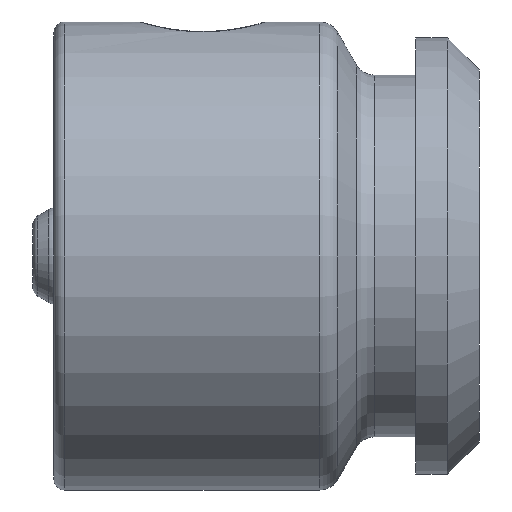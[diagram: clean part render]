
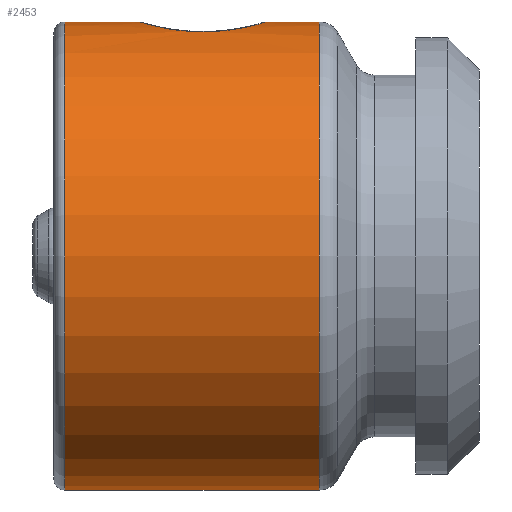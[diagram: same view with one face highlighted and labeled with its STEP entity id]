
A CAD part, left-side view. The second image highlights one B-rep face of the part: STEP entity #2453.
In plain terms, the highlighted cylindrical face has radius 11 mm (diameter 22 mm), a partial arc.
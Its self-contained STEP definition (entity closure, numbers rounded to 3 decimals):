
#46 = CARTESIAN_POINT ( 'NONE',  ( -3.143, 13.194, 10.541 ) ) ;
#60 = CARTESIAN_POINT ( 'NONE',  ( -1.563, 15.632, 10.895 ) ) ;
#137 = CARTESIAN_POINT ( 'NONE',  ( 0., 0., 0. ) ) ;
#248 = CARTESIAN_POINT ( 'NONE',  ( 0., 7.521, 0. ) ) ;
#250 = CARTESIAN_POINT ( 'NONE',  ( 0., 10., 11. ) ) ;
#293 = CARTESIAN_POINT ( 'NONE',  ( 0., 16., 11. ) ) ;
#310 = CARTESIAN_POINT ( 'NONE',  ( 0., 0., 11. ) ) ;
#325 = CARTESIAN_POINT ( 'NONE',  ( -2.976, 13.985, 10.59 ) ) ;
#435 = CARTESIAN_POINT ( 'NONE',  ( -3.12, 12.586, 10.548 ) ) ;
#440 = AXIS2_PLACEMENT_3D ( 'NONE', #248, #2533, #2749 ) ;
#563 = ORIENTED_EDGE ( 'NONE', *, *, #2377, .T. ) ;
#654 = EDGE_CURVE ( 'NONE', #729, #2890, #1211, .T. ) ;
#673 = CARTESIAN_POINT ( 'NONE',  ( -2.046, 10.715, 10.809 ) ) ;
#686 = CARTESIAN_POINT ( 'NONE',  ( -1.369, 10.292, 10.916 ) ) ;
#729 = VERTEX_POINT ( 'NONE', #2301 ) ;
#793 = DIRECTION ( 'NONE',  ( 0., -1., 0. ) ) ;
#822 = FACE_OUTER_BOUND ( 'NONE', #1152, .T. ) ;
#857 = EDGE_CURVE ( 'NONE', #2890, #1286, #1721, .T. ) ;
#881 = DIRECTION ( 'NONE',  ( 0., -1., 0. ) ) ;
#887 = CARTESIAN_POINT ( 'NONE',  ( -0.801, 10.093, 10.973 ) ) ;
#892 = ORIENTED_EDGE ( 'NONE', *, *, #1235, .F. ) ;
#914 = CARTESIAN_POINT ( 'NONE',  ( -0.406, 10.019, 10.994 ) ) ;
#919 = ORIENTED_EDGE ( 'NONE', *, *, #985, .F. ) ;
#928 = CARTESIAN_POINT ( 'NONE',  ( -1.888, 10.594, 10.838 ) ) ;
#942 = CARTESIAN_POINT ( 'NONE',  ( -2.814, 14.352, 10.634 ) ) ;
#985 = EDGE_CURVE ( 'NONE', #2125, #1286, #1502, .T. ) ;
#1007 = CARTESIAN_POINT ( 'NONE',  ( -0.202, 16., 11. ) ) ;
#1094 = DIRECTION ( 'NONE',  ( 0., 0., 1. ) ) ;
#1127 = CARTESIAN_POINT ( 'NONE',  ( 0., 19.5, 11. ) ) ;
#1152 = EDGE_LOOP ( 'NONE', ( #892, #2137, #1686, #2778, #919, #563, #1615 ) ) ;
#1182 = EDGE_CURVE ( 'NONE', #2902, #2598, #2875, .T. ) ;
#1211 = LINE ( 'NONE', #2755, #2233 ) ;
#1222 = CARTESIAN_POINT ( 'NONE',  ( -3.143, 12.992, 10.541 ) ) ;
#1235 = EDGE_CURVE ( 'NONE', #2315, #2598, #2735, .T. ) ;
#1262 = AXIS2_PLACEMENT_3D ( 'NONE', #2858, #881, #1094 ) ;
#1286 = VERTEX_POINT ( 'NONE', #1928 ) ;
#1341 = CARTESIAN_POINT ( 'NONE',  ( -3.142, 12.79, 10.542 ) ) ;
#1369 = CARTESIAN_POINT ( 'NONE',  ( -2.972, 12.003, 10.591 ) ) ;
#1502 = LINE ( 'NONE', #2375, #2191 ) ;
#1515 = B_SPLINE_CURVE_WITH_KNOTS ( 'NONE', 3,
 ( #250, #2017, #914, #887, #1573, #686, #2682, #928, #673, #2673, #2708, #1811, #2483, #1369, #2457, #435, #1341, #2467 ),
 .UNSPECIFIED., .F., .F.,
 ( 4, 2, 2, 2, 2, 2, 2, 2, 4 ),
 ( 0.005, 0.005, 0.006, 0.007, 0.007, 0.008, 0.008, 0.009, 0.01 ),
 .UNSPECIFIED. ) ;
#1565 = CARTESIAN_POINT ( 'NONE',  ( -3.143, 12.992, 10.541 ) ) ;
#1573 = CARTESIAN_POINT ( 'NONE',  ( -0.993, 10.147, 10.957 ) ) ;
#1615 = ORIENTED_EDGE ( 'NONE', *, *, #1182, .T. ) ;
#1654 = CARTESIAN_POINT ( 'NONE',  ( -0.997, 15.852, 10.956 ) ) ;
#1686 = ORIENTED_EDGE ( 'NONE', *, *, #654, .T. ) ;
#1717 = DIRECTION ( 'NONE',  ( 0., -1., 0. ) ) ;
#1721 = CIRCLE ( 'NONE', #440, 11. ) ;
#1729 = CIRCLE ( 'NONE', #1262, 11. ) ;
#1811 = CARTESIAN_POINT ( 'NONE',  ( -2.706, 11.461, 10.663 ) ) ;
#1823 = AXIS2_PLACEMENT_3D ( 'NONE', #137, #1717, #2366 ) ;
#1882 = CARTESIAN_POINT ( 'NONE',  ( -2.712, 14.529, 10.661 ) ) ;
#1896 = DIRECTION ( 'NONE',  ( 0., -1., 0. ) ) ;
#1928 = CARTESIAN_POINT ( 'NONE',  ( 0., 7.521, 11. ) ) ;
#2017 = CARTESIAN_POINT ( 'NONE',  ( -0.201, 10., 11. ) ) ;
#2113 = CARTESIAN_POINT ( 'NONE',  ( -2.479, 14.854, 10.718 ) ) ;
#2125 = VERTEX_POINT ( 'NONE', #2530 ) ;
#2137 = ORIENTED_EDGE ( 'NONE', *, *, #2616, .T. ) ;
#2147 = VECTOR ( 'NONE', #1896, 1000. ) ;
#2191 = VECTOR ( 'NONE', #793, 1000. ) ;
#2233 = VECTOR ( 'NONE', #2768, 1000. ) ;
#2298 = CARTESIAN_POINT ( 'NONE',  ( -0.407, 15.981, 10.994 ) ) ;
#2301 = CARTESIAN_POINT ( 'NONE',  ( 0., 19.5, -11. ) ) ;
#2312 = CARTESIAN_POINT ( 'NONE',  ( -0.804, 15.907, 10.972 ) ) ;
#2315 = VERTEX_POINT ( 'NONE', #1127 ) ;
#2331 = CARTESIAN_POINT ( 'NONE',  ( -3.122, 13.398, 10.548 ) ) ;
#2366 = DIRECTION ( 'NONE',  ( 0., 0., -1. ) ) ;
#2375 = CARTESIAN_POINT ( 'NONE',  ( 0., 0., 11. ) ) ;
#2377 = EDGE_CURVE ( 'NONE', #2125, #2902, #1515, .T. ) ;
#2379 = CARTESIAN_POINT ( 'NONE',  ( 0., 16., 11. ) ) ;
#2415 = CARTESIAN_POINT ( 'NONE',  ( 0., 7.521, -11. ) ) ;
#2453 = ADVANCED_FACE ( 'NONE', ( #822 ), #2612, .T. ) ;
#2457 = CARTESIAN_POINT ( 'NONE',  ( -3.034, 12.193, 10.573 ) ) ;
#2467 = CARTESIAN_POINT ( 'NONE',  ( -3.143, 12.992, 10.541 ) ) ;
#2483 = CARTESIAN_POINT ( 'NONE',  ( -2.807, 11.637, 10.636 ) ) ;
#2523 = CARTESIAN_POINT ( 'NONE',  ( -3.038, 13.794, 10.572 ) ) ;
#2530 = CARTESIAN_POINT ( 'NONE',  ( 0., 10., 11. ) ) ;
#2533 = DIRECTION ( 'NONE',  ( 0., 1., 0. ) ) ;
#2535 = CARTESIAN_POINT ( 'NONE',  ( -2.348, 15.004, 10.748 ) ) ;
#2598 = VERTEX_POINT ( 'NONE', #2379 ) ;
#2612 = CYLINDRICAL_SURFACE ( 'NONE', #1823, 11. ) ;
#2616 = EDGE_CURVE ( 'NONE', #2315, #729, #1729, .T. ) ;
#2673 = CARTESIAN_POINT ( 'NONE',  ( -2.341, 10.989, 10.749 ) ) ;
#2682 = CARTESIAN_POINT ( 'NONE',  ( -1.55, 10.383, 10.892 ) ) ;
#2708 = CARTESIAN_POINT ( 'NONE',  ( -2.473, 11.138, 10.719 ) ) ;
#2735 = LINE ( 'NONE', #310, #2147 ) ;
#2749 = DIRECTION ( 'NONE',  ( 0., 0., 1. ) ) ;
#2755 = CARTESIAN_POINT ( 'NONE',  ( 0., 0., -11. ) ) ;
#2765 = CARTESIAN_POINT ( 'NONE',  ( -1.908, 15.416, 10.837 ) ) ;
#2768 = DIRECTION ( 'NONE',  ( 0., -1., 0. ) ) ;
#2778 = ORIENTED_EDGE ( 'NONE', *, *, #857, .T. ) ;
#2858 = CARTESIAN_POINT ( 'NONE',  ( 0., 19.5, 0. ) ) ;
#2875 = B_SPLINE_CURVE_WITH_KNOTS ( 'NONE', 3,
 ( #1222, #46, #2331, #2523, #325, #942, #1882, #2113, #2535, #2765, #60, #1654, #2312, #2298, #1007, #293 ),
 .UNSPECIFIED., .F., .F.,
 ( 4, 2, 2, 2, 2, 2, 2, 4 ),
 ( 0.01, 0.01, 0.011, 0.011, 0.012, 0.013, 0.014, 0.014 ),
 .UNSPECIFIED. ) ;
#2890 = VERTEX_POINT ( 'NONE', #2415 ) ;
#2902 = VERTEX_POINT ( 'NONE', #1565 ) ;
